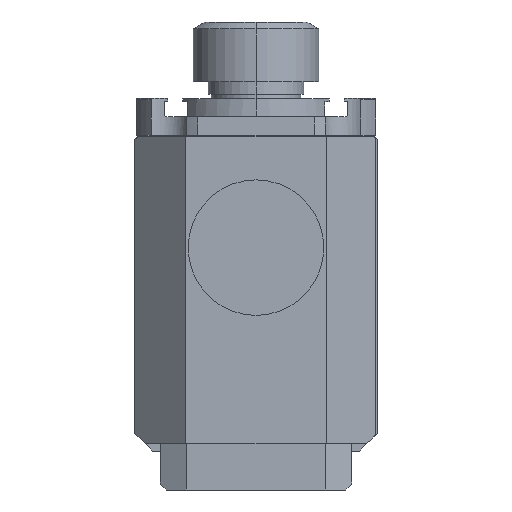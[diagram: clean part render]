
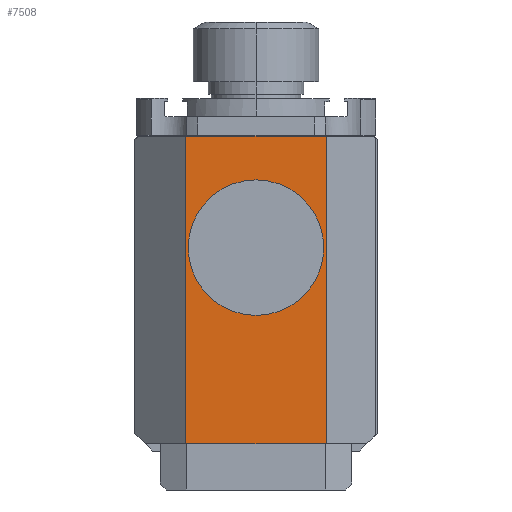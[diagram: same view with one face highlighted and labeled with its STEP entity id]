
A CAD part, left-side view. The second image highlights one B-rep face of the part: STEP entity #7508.
In plain terms, the highlighted planar face has unit normal (-1, 0, 0).
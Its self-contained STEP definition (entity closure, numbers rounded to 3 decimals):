
#1205=DIRECTION('',(0.,0.,1.));
#1206=VECTOR('',#1205,102.7);
#1207=CARTESIAN_POINT('',(-125.,23.5,-52.5));
#1208=LINE('',#1207,#1206);
#1209=DIRECTION('',(0.,1.,0.));
#1210=VECTOR('',#1209,47.);
#1211=CARTESIAN_POINT('',(-125.,-23.5,50.2));
#1212=LINE('',#1211,#1210);
#1213=DIRECTION('',(0.,0.,1.));
#1214=VECTOR('',#1213,102.7);
#1215=CARTESIAN_POINT('',(-125.,-23.5,-52.5));
#1216=LINE('',#1215,#1214);
#1217=DIRECTION('',(0.,1.,0.));
#1218=VECTOR('',#1217,47.);
#1219=CARTESIAN_POINT('',(-125.,-23.5,-52.5));
#1220=LINE('',#1219,#1218);
#1221=CARTESIAN_POINT('',(-125.,0.,13.));
#1222=DIRECTION('',(1.,0.,0.));
#1223=DIRECTION('',(0.,0.,1.));
#1224=AXIS2_PLACEMENT_3D('',#1221,#1222,#1223);
#1226=CARTESIAN_POINT('',(-125.,0.,13.));
#1227=DIRECTION('',(1.,0.,0.));
#1228=DIRECTION('',(0.,0.,-1.));
#1229=AXIS2_PLACEMENT_3D('',#1226,#1227,#1228);
#5389=CARTESIAN_POINT('',(-125.,23.5,-52.5));
#5390=CARTESIAN_POINT('',(-125.,23.5,50.2));
#5391=VERTEX_POINT('',#5389);
#5392=VERTEX_POINT('',#5390);
#5393=CARTESIAN_POINT('',(-125.,-23.5,-52.5));
#5394=CARTESIAN_POINT('',(-125.,-23.5,50.2));
#5395=VERTEX_POINT('',#5393);
#5396=VERTEX_POINT('',#5394);
#6068=CARTESIAN_POINT('',(-125.,0.,35.65));
#6069=CARTESIAN_POINT('',(-125.,0.,-9.65));
#6070=VERTEX_POINT('',#6068);
#6071=VERTEX_POINT('',#6069);
#7488=CARTESIAN_POINT('',(-125.,0.,0.));
#7489=DIRECTION('',(1.,0.,0.));
#7490=DIRECTION('',(0.,1.,0.));
#7491=AXIS2_PLACEMENT_3D('',#7488,#7489,#7490);
#7492=PLANE('',#7491);
#7494=ORIENTED_EDGE('',*,*,#7493,.T.);
#7496=ORIENTED_EDGE('',*,*,#7495,.F.);
#7497=ORIENTED_EDGE('',*,*,#7474,.F.);
#7499=ORIENTED_EDGE('',*,*,#7498,.T.);
#7500=EDGE_LOOP('',(#7494,#7496,#7497,#7499));
#7501=FACE_OUTER_BOUND('',#7500,.F.);
#7503=ORIENTED_EDGE('',*,*,#7502,.F.);
#7505=ORIENTED_EDGE('',*,*,#7504,.F.);
#7506=EDGE_LOOP('',(#7503,#7505));
#7507=FACE_BOUND('',#7506,.F.);
#7508=ADVANCED_FACE('',(#7501,#7507),#7492,.F.);
#1225=CIRCLE('',#1224,22.65);
#1230=CIRCLE('',#1229,22.65);
#7474=EDGE_CURVE('',#5395,#5396,#1216,.T.);
#7493=EDGE_CURVE('',#5391,#5392,#1208,.T.);
#7495=EDGE_CURVE('',#5396,#5392,#1212,.T.);
#7498=EDGE_CURVE('',#5395,#5391,#1220,.T.);
#7502=EDGE_CURVE('',#6070,#6071,#1225,.T.);
#7504=EDGE_CURVE('',#6071,#6070,#1230,.T.);
